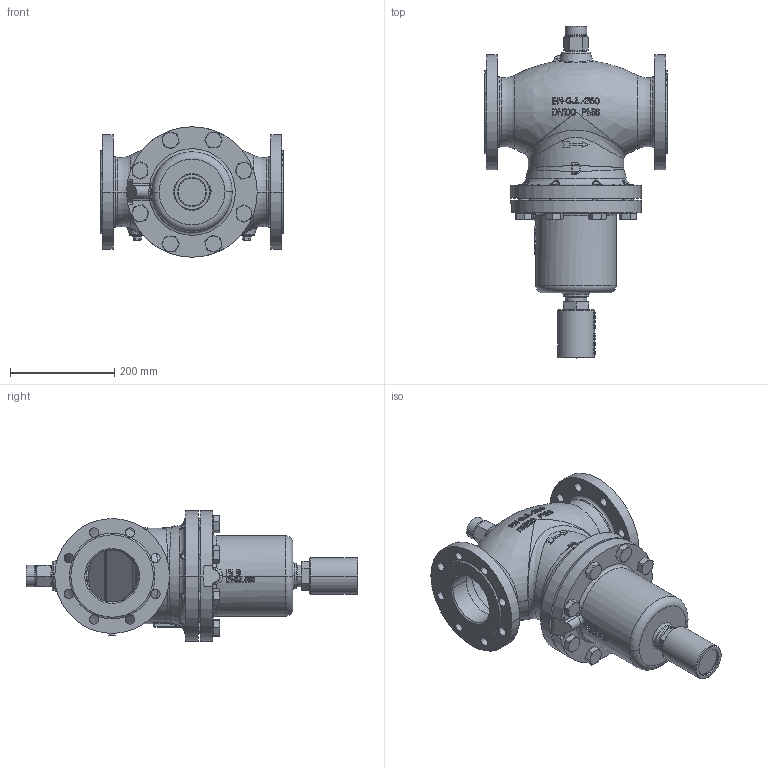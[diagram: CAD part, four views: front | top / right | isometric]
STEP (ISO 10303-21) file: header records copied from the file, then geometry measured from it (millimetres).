
FILE_DESCRIPTION((''),'2;1');
FILE_NAME('065B2746_ASM','2015-03-16T',('u317927'),('Danfoss'),'PRO/ENGINEER BY PARAMETRIC TECHNOLOGY CORPORATION, 2014000','PRO/ENGINEER BY PARAMETRIC TECHNOLOGY CORPORATION, 2014000','');
FILE_SCHEMA(('CONFIG_CONTROL_DESIGN'));
Products named in the file (8): 8861848; 8861017; 88618270; 88618310; 88618200; 51840370; VIJAK_G1L4X12_ZAPIRALNI; 065B2746_ASM
Assembly tree (16 placements, depth 2):
  065B2746_ASM
    8861848
    8861017
    88618270
    88618310
    88618200
    51840370  x8
    VIJAK_G1L4X12_ZAPIRALNI  x3
Bounding box: 350 x 636 x 250 mm (x, y, z)
Volume: 7305716 mm3; surface area: 1280730.3 mm2
Topology: 16 solids, 46 shells, 2125 faces, 5708 edges, 3708 vertices
Faces by surface type: plane 1383, cylinder 359, cone 176, bspline 124, torus 81, sphere 2
Entity records: 71421 total; most frequent: CARTESIAN_POINT 26948, ORIENTED_EDGE 10144, DIRECTION 7870, EDGE_CURVE 5152, VERTEX_POINT 3364, AXIS2_PLACEMENT_3D 3024, B_SPLINE_CURVE_WITH_KNOTS 2092, EDGE_LOOP 2035
